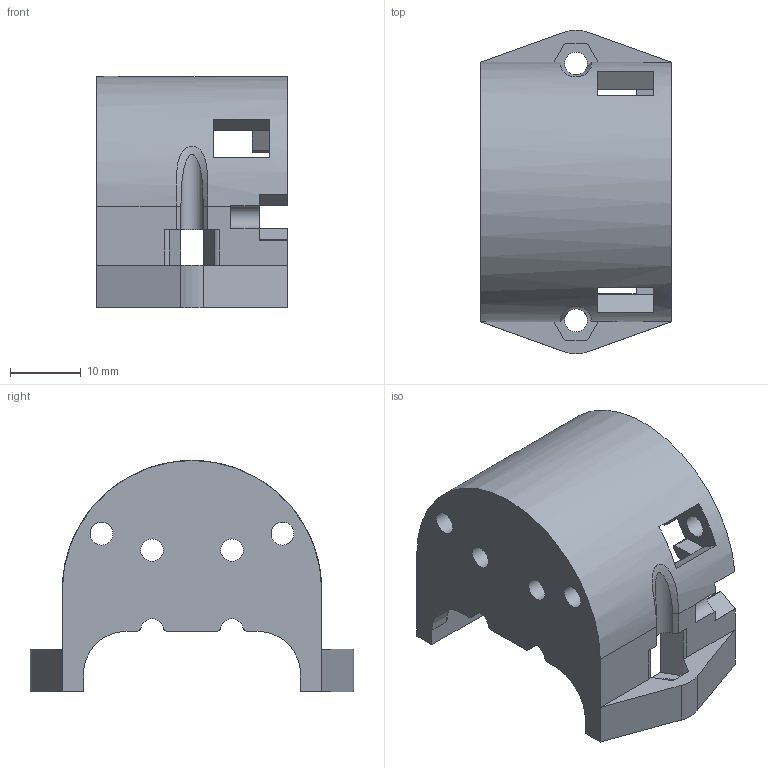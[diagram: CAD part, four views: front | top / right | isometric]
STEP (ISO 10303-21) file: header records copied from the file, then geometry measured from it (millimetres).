
FILE_DESCRIPTION(/* description */ (''),/* implementation_level */ '2;1');
FILE_NAME(/* name */ 'Motor Mount.step',/* time_stamp */ '2025-04-04T14:27:19-03:00',/* author */ (''),/* organization */ (''),/* preprocessor_version */ 'ST-DEVELOPER v20.1',/* originating_system */ 'Autodesk Translation Framework v14.4.0.0',/* authorisation */ '');
FILE_SCHEMA (('AUTOMOTIVE_DESIGN { 1 0 10303 214 3 1 1 }'));
Length unit declared in the file: millimetre
Products named in the file (1): Motor Mount
Bounding box: 27 x 45.83 x 32.7 mm (x, y, z)
Volume: 8147.8 mm3; surface area: 6766.5 mm2
Topology: 1 solids, 1 shells, 120 faces, 360 edges, 236 vertices
Faces by surface type: plane 76, cylinder 42, bspline 2
Full cylindrical faces by diameter (mm): 3.2 x2, 3.25 x6
Entity records: 4426 total; most frequent: CARTESIAN_POINT 1017, ORIENTED_EDGE 720, DIRECTION 698, EDGE_CURVE 360, LINE 252, VECTOR 252, VERTEX_POINT 236, AXIS2_PLACEMENT_3D 223
